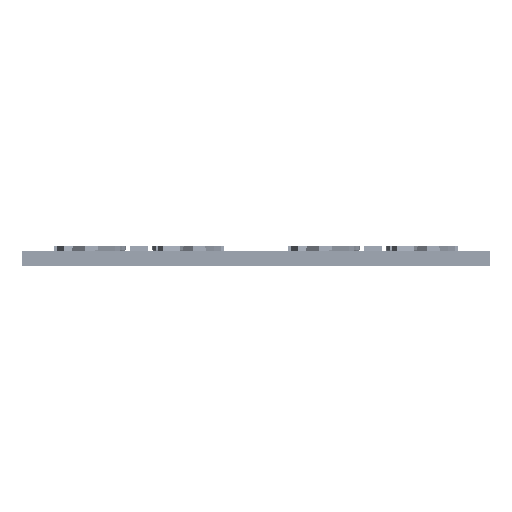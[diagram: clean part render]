
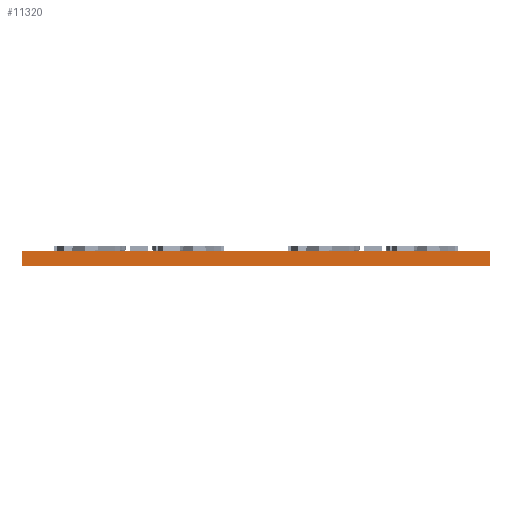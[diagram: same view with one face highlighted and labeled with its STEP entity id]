
A CAD part, left-side view. The second image highlights one B-rep face of the part: STEP entity #11320.
In plain terms, the highlighted planar face has unit normal (-1, 0, 0).
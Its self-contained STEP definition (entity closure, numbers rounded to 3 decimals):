
#9856 = PLANE('',#9857);
#9857 = AXIS2_PLACEMENT_3D('',#9858,#9859,#9860);
#9858 = CARTESIAN_POINT('',(-50.,25.,0.));
#9859 = DIRECTION('',(0.,1.,0.));
#9860 = DIRECTION('',(1.,0.,0.));
#9884 = PLANE('',#9885);
#9885 = AXIS2_PLACEMENT_3D('',#9886,#9887,#9888);
#9886 = CARTESIAN_POINT('',(0.,0.,1.6));
#9887 = DIRECTION('',(-0.,-0.,-1.));
#9888 = DIRECTION('',(-1.,0.,0.));
#9912 = PLANE('',#9913);
#9913 = AXIS2_PLACEMENT_3D('',#9914,#9915,#9916);
#9914 = CARTESIAN_POINT('',(50.,-25.,0.));
#9915 = DIRECTION('',(0.,-1.,0.));
#9916 = DIRECTION('',(-1.,0.,0.));
#9938 = PLANE('',#9939);
#9939 = AXIS2_PLACEMENT_3D('',#9940,#9941,#9942);
#9940 = CARTESIAN_POINT('',(0.,0.,0.));
#9941 = DIRECTION('',(-0.,-0.,-1.));
#9942 = DIRECTION('',(-1.,0.,0.));
#9953 = EDGE_CURVE('',#9954,#9956,#9958,.T.);
#9954 = VERTEX_POINT('',#9955);
#9955 = CARTESIAN_POINT('',(-50.,25.,0.));
#9956 = VERTEX_POINT('',#9957);
#9957 = CARTESIAN_POINT('',(-50.,25.,1.6));
#9958 = SURFACE_CURVE('',#9959,(#9963,#9970),.PCURVE_S1.);
#9959 = LINE('',#9960,#9961);
#9960 = CARTESIAN_POINT('',(-50.,25.,0.));
#9961 = VECTOR('',#9962,1.);
#9962 = DIRECTION('',(0.,0.,1.));
#9963 = PCURVE('',#9856,#9964);
#9964 = DEFINITIONAL_REPRESENTATION('',(#9965),#9969);
#9965 = LINE('',#9966,#9967);
#9966 = CARTESIAN_POINT('',(0.,0.));
#9967 = VECTOR('',#9968,1.);
#9968 = DIRECTION('',(0.,-1.));
#9969 = ( GEOMETRIC_REPRESENTATION_CONTEXT(2) 
PARAMETRIC_REPRESENTATION_CONTEXT() REPRESENTATION_CONTEXT('2D SPACE',''
  ) );
#9970 = PCURVE('',#9971,#9976);
#9971 = PLANE('',#9972);
#9972 = AXIS2_PLACEMENT_3D('',#9973,#9974,#9975);
#9973 = CARTESIAN_POINT('',(-50.,-25.,0.));
#9974 = DIRECTION('',(-1.,0.,0.));
#9975 = DIRECTION('',(0.,1.,0.));
#9976 = DEFINITIONAL_REPRESENTATION('',(#9977),#9981);
#9977 = LINE('',#9978,#9979);
#9978 = CARTESIAN_POINT('',(50.,0.));
#9979 = VECTOR('',#9980,1.);
#9980 = DIRECTION('',(0.,-1.));
#9981 = ( GEOMETRIC_REPRESENTATION_CONTEXT(2) 
PARAMETRIC_REPRESENTATION_CONTEXT() REPRESENTATION_CONTEXT('2D SPACE',''
  ) );
#10031 = VERTEX_POINT('',#10032);
#10032 = CARTESIAN_POINT('',(-50.,-25.,1.6));
#10053 = EDGE_CURVE('',#10054,#10031,#10056,.T.);
#10054 = VERTEX_POINT('',#10055);
#10055 = CARTESIAN_POINT('',(-50.,-25.,0.));
#10056 = SURFACE_CURVE('',#10057,(#10061,#10068),.PCURVE_S1.);
#10057 = LINE('',#10058,#10059);
#10058 = CARTESIAN_POINT('',(-50.,-25.,0.));
#10059 = VECTOR('',#10060,1.);
#10060 = DIRECTION('',(0.,0.,1.));
#10061 = PCURVE('',#9912,#10062);
#10062 = DEFINITIONAL_REPRESENTATION('',(#10063),#10067);
#10063 = LINE('',#10064,#10065);
#10064 = CARTESIAN_POINT('',(100.,0.));
#10065 = VECTOR('',#10066,1.);
#10066 = DIRECTION('',(0.,-1.));
#10067 = ( GEOMETRIC_REPRESENTATION_CONTEXT(2) 
PARAMETRIC_REPRESENTATION_CONTEXT() REPRESENTATION_CONTEXT('2D SPACE',''
  ) );
#10068 = PCURVE('',#9971,#10069);
#10069 = DEFINITIONAL_REPRESENTATION('',(#10070),#10074);
#10070 = LINE('',#10071,#10072);
#10071 = CARTESIAN_POINT('',(0.,0.));
#10072 = VECTOR('',#10073,1.);
#10073 = DIRECTION('',(0.,-1.));
#10074 = ( GEOMETRIC_REPRESENTATION_CONTEXT(2) 
PARAMETRIC_REPRESENTATION_CONTEXT() REPRESENTATION_CONTEXT('2D SPACE',''
  ) );
#10102 = EDGE_CURVE('',#10054,#9954,#10103,.T.);
#10103 = SURFACE_CURVE('',#10104,(#10108,#10115),.PCURVE_S1.);
#10104 = LINE('',#10105,#10106);
#10105 = CARTESIAN_POINT('',(-50.,-25.,0.));
#10106 = VECTOR('',#10107,1.);
#10107 = DIRECTION('',(0.,1.,0.));
#10108 = PCURVE('',#9938,#10109);
#10109 = DEFINITIONAL_REPRESENTATION('',(#10110),#10114);
#10110 = LINE('',#10111,#10112);
#10111 = CARTESIAN_POINT('',(50.,-25.));
#10112 = VECTOR('',#10113,1.);
#10113 = DIRECTION('',(0.,1.));
#10114 = ( GEOMETRIC_REPRESENTATION_CONTEXT(2) 
PARAMETRIC_REPRESENTATION_CONTEXT() REPRESENTATION_CONTEXT('2D SPACE',''
  ) );
#10115 = PCURVE('',#9971,#10116);
#10116 = DEFINITIONAL_REPRESENTATION('',(#10117),#10121);
#10117 = LINE('',#10118,#10119);
#10118 = CARTESIAN_POINT('',(0.,0.));
#10119 = VECTOR('',#10120,1.);
#10120 = DIRECTION('',(1.,0.));
#10121 = ( GEOMETRIC_REPRESENTATION_CONTEXT(2) 
PARAMETRIC_REPRESENTATION_CONTEXT() REPRESENTATION_CONTEXT('2D SPACE',''
  ) );
#10759 = EDGE_CURVE('',#10031,#9956,#10760,.T.);
#10760 = SURFACE_CURVE('',#10761,(#10765,#10772),.PCURVE_S1.);
#10761 = LINE('',#10762,#10763);
#10762 = CARTESIAN_POINT('',(-50.,-25.,1.6));
#10763 = VECTOR('',#10764,1.);
#10764 = DIRECTION('',(0.,1.,0.));
#10765 = PCURVE('',#9884,#10766);
#10766 = DEFINITIONAL_REPRESENTATION('',(#10767),#10771);
#10767 = LINE('',#10768,#10769);
#10768 = CARTESIAN_POINT('',(50.,-25.));
#10769 = VECTOR('',#10770,1.);
#10770 = DIRECTION('',(0.,1.));
#10771 = ( GEOMETRIC_REPRESENTATION_CONTEXT(2) 
PARAMETRIC_REPRESENTATION_CONTEXT() REPRESENTATION_CONTEXT('2D SPACE',''
  ) );
#10772 = PCURVE('',#9971,#10773);
#10773 = DEFINITIONAL_REPRESENTATION('',(#10774),#10778);
#10774 = LINE('',#10775,#10776);
#10775 = CARTESIAN_POINT('',(0.,-1.6));
#10776 = VECTOR('',#10777,1.);
#10777 = DIRECTION('',(1.,0.));
#10778 = ( GEOMETRIC_REPRESENTATION_CONTEXT(2) 
PARAMETRIC_REPRESENTATION_CONTEXT() REPRESENTATION_CONTEXT('2D SPACE',''
  ) );
#11320 = ADVANCED_FACE('',(#11321),#9971,.T.);
#11321 = FACE_BOUND('',#11322,.T.);
#11322 = EDGE_LOOP('',(#11323,#11324,#11325,#11326));
#11323 = ORIENTED_EDGE('',*,*,#10053,.T.);
#11324 = ORIENTED_EDGE('',*,*,#10759,.T.);
#11325 = ORIENTED_EDGE('',*,*,#9953,.F.);
#11326 = ORIENTED_EDGE('',*,*,#10102,.F.);
